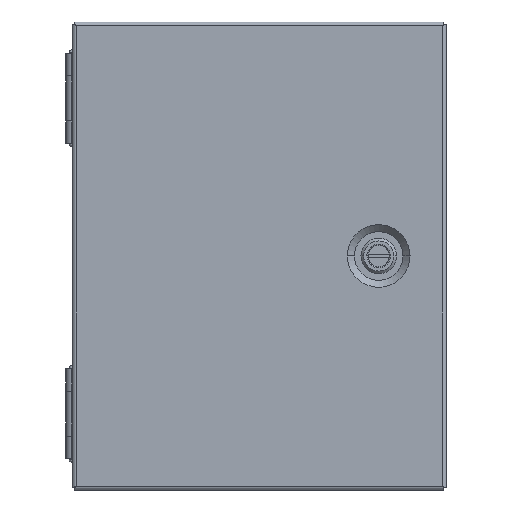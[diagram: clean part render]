
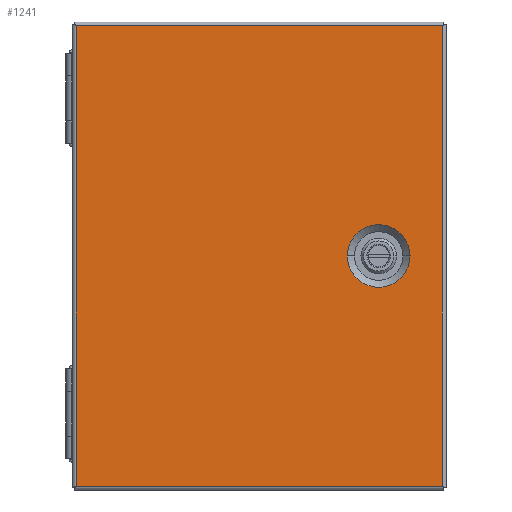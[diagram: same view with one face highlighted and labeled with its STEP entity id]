
A CAD part, top view. The second image highlights one B-rep face of the part: STEP entity #1241.
In plain terms, the highlighted planar face has unit normal (0, 0, 1).
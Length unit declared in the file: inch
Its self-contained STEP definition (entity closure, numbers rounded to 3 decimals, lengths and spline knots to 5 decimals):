
#715 = AXIS2_PLACEMENT_3D ( 'NONE', #6996, #23580, #16182 ) ;
#1241 = ADVANCED_FACE ( 'NONE', ( #8967, #15360 ), #2908, .T. ) ;
#1681 = EDGE_CURVE ( 'NONE', #4997, #20026, #21632, .T. ) ;
#1898 = VERTEX_POINT ( 'NONE', #18149 ) ;
#2259 = VECTOR ( 'NONE', #18539, 39.37008 ) ;
#2383 = CARTESIAN_POINT ( 'NONE',  ( -4.0855, -5.104, 6.118 ) ) ;
#2908 = PLANE ( 'NONE',  #22222 ) ;
#3269 = DIRECTION ( 'NONE',  ( 0., 1., 0. ) ) ;
#4584 = CARTESIAN_POINT ( 'NONE',  ( 1.93361, 0., 6.118 ) ) ;
#4997 = VERTEX_POINT ( 'NONE', #7214 ) ;
#5077 = ORIENTED_EDGE ( 'NONE', *, *, #1681, .T. ) ;
#5819 = CARTESIAN_POINT ( 'NONE',  ( -4.0855, -5.104, 6.118 ) ) ;
#6213 = ORIENTED_EDGE ( 'NONE', *, *, #8164, .T. ) ;
#6263 = EDGE_CURVE ( 'NONE', #9638, #13347, #8269, .T. ) ;
#6996 = CARTESIAN_POINT ( 'NONE',  ( 2.6285, 0., 6.118 ) ) ;
#7214 = CARTESIAN_POINT ( 'NONE',  ( 3.32339, 0., 6.118 ) ) ;
#7750 = CARTESIAN_POINT ( 'NONE',  ( 4.0425, -5.104, 6.118 ) ) ;
#7811 = LINE ( 'NONE', #7750, #12136 ) ;
#8164 = EDGE_CURVE ( 'NONE', #20026, #4997, #9791, .T. ) ;
#8174 = EDGE_LOOP ( 'NONE', ( #5077, #6213 ) ) ;
#8269 = LINE ( 'NONE', #16770, #2259 ) ;
#8593 = CARTESIAN_POINT ( 'NONE',  ( 4.0425, -5.104, 6.118 ) ) ;
#8967 = FACE_BOUND ( 'NONE', #8174, .T. ) ;
#9404 = CARTESIAN_POINT ( 'NONE',  ( -4.0855, 5.104, 6.118 ) ) ;
#9638 = VERTEX_POINT ( 'NONE', #10337 ) ;
#9678 = EDGE_LOOP ( 'NONE', ( #13214, #21813, #14279, #14255 ) ) ;
#9791 = CIRCLE ( 'NONE', #715, 0.69489 ) ;
#10337 = CARTESIAN_POINT ( 'NONE',  ( 4.0425, 5.104, 6.118 ) ) ;
#10980 = EDGE_CURVE ( 'NONE', #1898, #9638, #18415, .T. ) ;
#11355 = CARTESIAN_POINT ( 'NONE',  ( 2.6285, 0., 6.118 ) ) ;
#12136 = VECTOR ( 'NONE', #20589, 39.37008 ) ;
#12896 = VECTOR ( 'NONE', #3269, 39.37008 ) ;
#13214 = ORIENTED_EDGE ( 'NONE', *, *, #6263, .T. ) ;
#13347 = VERTEX_POINT ( 'NONE', #9404 ) ;
#14255 = ORIENTED_EDGE ( 'NONE', *, *, #10980, .T. ) ;
#14279 = ORIENTED_EDGE ( 'NONE', *, *, #20576, .T. ) ;
#14374 = VERTEX_POINT ( 'NONE', #2383 ) ;
#14673 = AXIS2_PLACEMENT_3D ( 'NONE', #11355, #17050, #17120 ) ;
#15360 = FACE_OUTER_BOUND ( 'NONE', #9678, .T. ) ;
#15764 = LINE ( 'NONE', #5819, #19219 ) ;
#15933 = DIRECTION ( 'NONE',  ( 1., 0., 0. ) ) ;
#16182 = DIRECTION ( 'NONE',  ( 1., 0., 0. ) ) ;
#16770 = CARTESIAN_POINT ( 'NONE',  ( 4.0425, 5.104, 6.118 ) ) ;
#17050 = DIRECTION ( 'NONE',  ( 0., 0., -1. ) ) ;
#17120 = DIRECTION ( 'NONE',  ( 1., 0., 0. ) ) ;
#17722 = CARTESIAN_POINT ( 'NONE',  ( 4.0425, -5.104, 6.118 ) ) ;
#18149 = CARTESIAN_POINT ( 'NONE',  ( 4.0425, -5.104, 6.118 ) ) ;
#18415 = LINE ( 'NONE', #8593, #12896 ) ;
#18539 = DIRECTION ( 'NONE',  ( -1., 0., 0. ) ) ;
#19219 = VECTOR ( 'NONE', #20418, 39.37008 ) ;
#19279 = EDGE_CURVE ( 'NONE', #13347, #14374, #15764, .T. ) ;
#20026 = VERTEX_POINT ( 'NONE', #4584 ) ;
#20418 = DIRECTION ( 'NONE',  ( 0., -1., 0. ) ) ;
#20576 = EDGE_CURVE ( 'NONE', #14374, #1898, #7811, .T. ) ;
#20589 = DIRECTION ( 'NONE',  ( 1., 0., 0. ) ) ;
#21116 = DIRECTION ( 'NONE',  ( 0., 0., 1. ) ) ;
#21632 = CIRCLE ( 'NONE', #14673, 0.69489 ) ;
#21813 = ORIENTED_EDGE ( 'NONE', *, *, #19279, .T. ) ;
#22222 = AXIS2_PLACEMENT_3D ( 'NONE', #17722, #21116, #15933 ) ;
#23580 = DIRECTION ( 'NONE',  ( 0., 0., -1. ) ) ;
